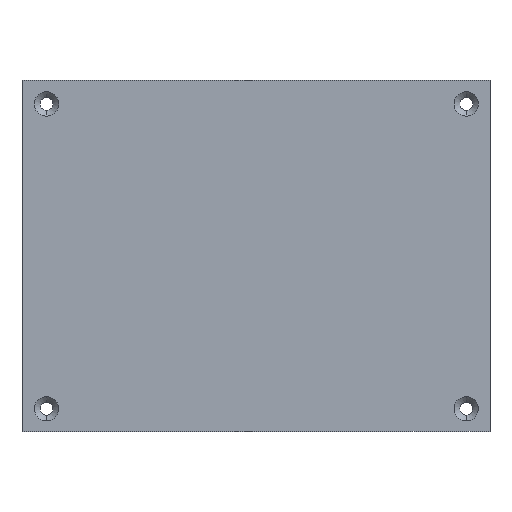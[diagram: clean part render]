
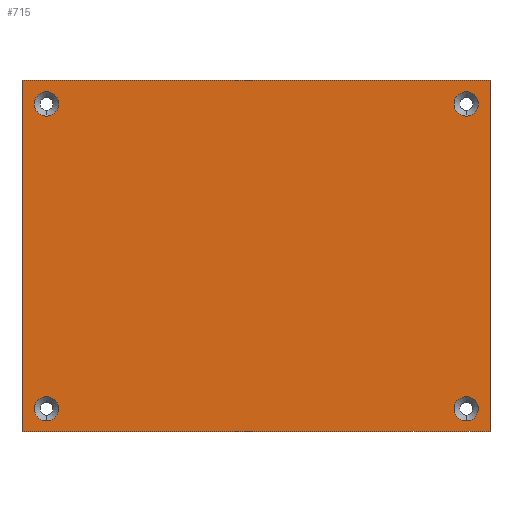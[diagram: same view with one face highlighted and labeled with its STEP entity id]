
A CAD part, front view. The second image highlights one B-rep face of the part: STEP entity #715.
In plain terms, the highlighted planar face has unit normal (0, -1, 0).
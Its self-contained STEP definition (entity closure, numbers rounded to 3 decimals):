
#12 = VERTEX_POINT ( 'NONE', #1140 ) ;
#18 = CARTESIAN_POINT ( 'NONE',  ( -89.526, 0., -60.107 ) ) ;
#26 = DIRECTION ( 'NONE',  ( 0., -1., 0. ) ) ;
#52 = DIRECTION ( 'NONE',  ( 1., 0., 0. ) ) ;
#67 = EDGE_CURVE ( 'NONE', #811, #548, #1158, .T. ) ;
#71 = CARTESIAN_POINT ( 'NONE',  ( -100., 0., -75. ) ) ;
#76 = CARTESIAN_POINT ( 'NONE',  ( 89.86, 0., -70.507 ) ) ;
#98 = ORIENTED_EDGE ( 'NONE', *, *, #344, .F. ) ;
#102 = ORIENTED_EDGE ( 'NONE', *, *, #67, .F. ) ;
#103 = DIRECTION ( 'NONE',  ( 0., 0., -1. ) ) ;
#115 = EDGE_CURVE ( 'NONE', #939, #929, #1600, .T. ) ;
#128 = EDGE_CURVE ( 'NONE', #497, #12, #698, .T. ) ;
#138 = EDGE_LOOP ( 'NONE', ( #98, #362 ) ) ;
#143 = EDGE_LOOP ( 'NONE', ( #1345, #1180 ) ) ;
#152 = AXIS2_PLACEMENT_3D ( 'NONE', #1344, #183, #52 ) ;
#156 = CARTESIAN_POINT ( 'NONE',  ( 89.86, 0., 70.173 ) ) ;
#167 = EDGE_CURVE ( 'NONE', #920, #1038, #1128, .T. ) ;
#172 = EDGE_CURVE ( 'NONE', #261, #811, #301, .T. ) ;
#173 = FACE_BOUND ( 'NONE', #1669, .T. ) ;
#178 = VECTOR ( 'NONE', #461, 1000. ) ;
#183 = DIRECTION ( 'NONE',  ( 0., 1., 0. ) ) ;
#233 = EDGE_LOOP ( 'NONE', ( #102, #460, #644, #1642 ) ) ;
#235 = LINE ( 'NONE', #71, #178 ) ;
#237 = AXIS2_PLACEMENT_3D ( 'NONE', #1042, #405, #1664 ) ;
#239 = DIRECTION ( 'NONE',  ( 0., -1., 0. ) ) ;
#258 = CARTESIAN_POINT ( 'NONE',  ( 89.86, 0., -60.107 ) ) ;
#261 = VERTEX_POINT ( 'NONE', #594 ) ;
#271 = DIRECTION ( 'NONE',  ( 0., 0., -1. ) ) ;
#292 = DIRECTION ( 'NONE',  ( 0., -1., 0. ) ) ;
#301 = LINE ( 'NONE', #1073, #1097 ) ;
#311 = ORIENTED_EDGE ( 'NONE', *, *, #986, .F. ) ;
#340 = CIRCLE ( 'NONE', #421, 5.2 ) ;
#341 = VECTOR ( 'NONE', #271, 1000. ) ;
#344 = EDGE_CURVE ( 'NONE', #812, #1481, #1446, .T. ) ;
#362 = ORIENTED_EDGE ( 'NONE', *, *, #1612, .F. ) ;
#405 = DIRECTION ( 'NONE',  ( 0., -1., 0. ) ) ;
#421 = AXIS2_PLACEMENT_3D ( 'NONE', #721, #1227, #457 ) ;
#438 = FACE_OUTER_BOUND ( 'NONE', #233, .T. ) ;
#457 = DIRECTION ( 'NONE',  ( 0., 0., -1. ) ) ;
#460 = ORIENTED_EDGE ( 'NONE', *, *, #172, .F. ) ;
#461 = DIRECTION ( 'NONE',  ( -1., 0., 0. ) ) ;
#480 = VERTEX_POINT ( 'NONE', #1135 ) ;
#497 = VERTEX_POINT ( 'NONE', #607 ) ;
#522 = CARTESIAN_POINT ( 'NONE',  ( 100., 0., -75. ) ) ;
#548 = VERTEX_POINT ( 'NONE', #1357 ) ;
#564 = FACE_BOUND ( 'NONE', #1013, .T. ) ;
#579 = AXIS2_PLACEMENT_3D ( 'NONE', #1176, #1596, #855 ) ;
#594 = CARTESIAN_POINT ( 'NONE',  ( -100., 0., 75. ) ) ;
#598 = EDGE_CURVE ( 'NONE', #548, #480, #235, .T. ) ;
#607 = CARTESIAN_POINT ( 'NONE',  ( -89.526, 0., 59.773 ) ) ;
#635 = CARTESIAN_POINT ( 'NONE',  ( -89.526, 0., -65.307 ) ) ;
#644 = ORIENTED_EDGE ( 'NONE', *, *, #999, .F. ) ;
#649 = CIRCLE ( 'NONE', #237, 5.2 ) ;
#665 = AXIS2_PLACEMENT_3D ( 'NONE', #757, #239, #103 ) ;
#693 = FACE_BOUND ( 'NONE', #138, .T. ) ;
#698 = CIRCLE ( 'NONE', #1655, 5.2 ) ;
#699 = ORIENTED_EDGE ( 'NONE', *, *, #167, .F. ) ;
#715 = ADVANCED_FACE ( 'NONE', ( #173, #693, #564, #1082, #438 ), #828, .F. ) ;
#721 = CARTESIAN_POINT ( 'NONE',  ( 89.86, 0., -65.307 ) ) ;
#757 = CARTESIAN_POINT ( 'NONE',  ( 89.86, 0., -65.307 ) ) ;
#761 = CARTESIAN_POINT ( 'NONE',  ( -100., 0., -75. ) ) ;
#811 = VERTEX_POINT ( 'NONE', #1645 ) ;
#812 = VERTEX_POINT ( 'NONE', #76 ) ;
#828 = PLANE ( 'NONE',  #152 ) ;
#855 = DIRECTION ( 'NONE',  ( 0., 0., -1. ) ) ;
#886 = AXIS2_PLACEMENT_3D ( 'NONE', #635, #1666, #1026 ) ;
#920 = VERTEX_POINT ( 'NONE', #1426 ) ;
#921 = DIRECTION ( 'NONE',  ( 0., 0., 1. ) ) ;
#928 = DIRECTION ( 'NONE',  ( 0., 0., -1. ) ) ;
#929 = VERTEX_POINT ( 'NONE', #18 ) ;
#939 = VERTEX_POINT ( 'NONE', #1014 ) ;
#952 = DIRECTION ( 'NONE',  ( 1., 0., 0. ) ) ;
#984 = DIRECTION ( 'NONE',  ( 0., 0., -1. ) ) ;
#986 = EDGE_CURVE ( 'NONE', #929, #939, #649, .T. ) ;
#999 = EDGE_CURVE ( 'NONE', #480, #261, #1036, .T. ) ;
#1013 = EDGE_LOOP ( 'NONE', ( #699, #1098 ) ) ;
#1014 = CARTESIAN_POINT ( 'NONE',  ( -89.526, 0., -70.507 ) ) ;
#1026 = DIRECTION ( 'NONE',  ( 0., 0., -1. ) ) ;
#1036 = LINE ( 'NONE', #761, #1580 ) ;
#1038 = VERTEX_POINT ( 'NONE', #156 ) ;
#1042 = CARTESIAN_POINT ( 'NONE',  ( -89.526, 0., -65.307 ) ) ;
#1073 = CARTESIAN_POINT ( 'NONE',  ( -100., 0., 75. ) ) ;
#1076 = EDGE_CURVE ( 'NONE', #1038, #920, #1474, .T. ) ;
#1077 = AXIS2_PLACEMENT_3D ( 'NONE', #1183, #1080, #1199 ) ;
#1080 = DIRECTION ( 'NONE',  ( 0., -1., 0. ) ) ;
#1082 = FACE_BOUND ( 'NONE', #143, .T. ) ;
#1097 = VECTOR ( 'NONE', #952, 1000. ) ;
#1098 = ORIENTED_EDGE ( 'NONE', *, *, #1076, .F. ) ;
#1128 = CIRCLE ( 'NONE', #1343, 5.2 ) ;
#1135 = CARTESIAN_POINT ( 'NONE',  ( -100., 0., -75. ) ) ;
#1140 = CARTESIAN_POINT ( 'NONE',  ( -89.526, 0., 70.173 ) ) ;
#1158 = LINE ( 'NONE', #522, #341 ) ;
#1176 = CARTESIAN_POINT ( 'NONE',  ( -89.526, 0., 64.973 ) ) ;
#1180 = ORIENTED_EDGE ( 'NONE', *, *, #1603, .F. ) ;
#1183 = CARTESIAN_POINT ( 'NONE',  ( 89.86, 0., 64.973 ) ) ;
#1190 = CARTESIAN_POINT ( 'NONE',  ( -89.526, 0., 64.973 ) ) ;
#1199 = DIRECTION ( 'NONE',  ( 0., 0., -1. ) ) ;
#1201 = CARTESIAN_POINT ( 'NONE',  ( 89.86, 0., 64.973 ) ) ;
#1227 = DIRECTION ( 'NONE',  ( 0., -1., 0. ) ) ;
#1339 = CIRCLE ( 'NONE', #579, 5.2 ) ;
#1343 = AXIS2_PLACEMENT_3D ( 'NONE', #1201, #26, #928 ) ;
#1344 = CARTESIAN_POINT ( 'NONE',  ( 0., 0., 0. ) ) ;
#1345 = ORIENTED_EDGE ( 'NONE', *, *, #128, .F. ) ;
#1357 = CARTESIAN_POINT ( 'NONE',  ( 100., 0., -75. ) ) ;
#1426 = CARTESIAN_POINT ( 'NONE',  ( 89.86, 0., 59.773 ) ) ;
#1446 = CIRCLE ( 'NONE', #665, 5.2 ) ;
#1458 = ORIENTED_EDGE ( 'NONE', *, *, #115, .F. ) ;
#1474 = CIRCLE ( 'NONE', #1077, 5.2 ) ;
#1481 = VERTEX_POINT ( 'NONE', #258 ) ;
#1580 = VECTOR ( 'NONE', #921, 1000. ) ;
#1596 = DIRECTION ( 'NONE',  ( 0., -1., 0. ) ) ;
#1600 = CIRCLE ( 'NONE', #886, 5.2 ) ;
#1603 = EDGE_CURVE ( 'NONE', #12, #497, #1339, .T. ) ;
#1612 = EDGE_CURVE ( 'NONE', #1481, #812, #340, .T. ) ;
#1642 = ORIENTED_EDGE ( 'NONE', *, *, #598, .F. ) ;
#1645 = CARTESIAN_POINT ( 'NONE',  ( 100., 0., 75. ) ) ;
#1655 = AXIS2_PLACEMENT_3D ( 'NONE', #1190, #292, #984 ) ;
#1664 = DIRECTION ( 'NONE',  ( 0., 0., -1. ) ) ;
#1666 = DIRECTION ( 'NONE',  ( 0., -1., 0. ) ) ;
#1669 = EDGE_LOOP ( 'NONE', ( #1458, #311 ) ) ;
